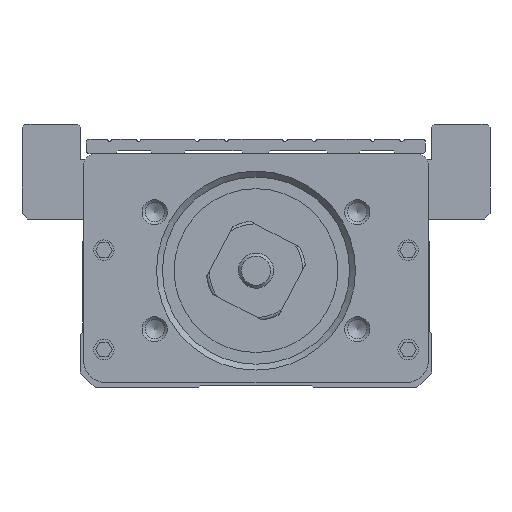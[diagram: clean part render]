
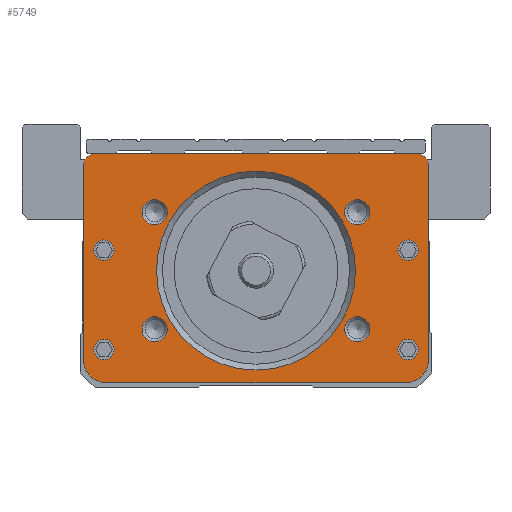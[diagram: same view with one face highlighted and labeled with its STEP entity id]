
A CAD part, front view. The second image highlights one B-rep face of the part: STEP entity #5749.
In plain terms, the highlighted face is planar.
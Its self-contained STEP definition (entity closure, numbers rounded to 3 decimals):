
#1853=LINE('',#29552,#3840);
#1899=LINE('',#29680,#3886);
#1901=LINE('',#29684,#3888);
#1921=LINE('',#29734,#3908);
#3840=VECTOR('',#23371,1.);
#3886=VECTOR('',#23465,1.);
#3888=VECTOR('',#23469,1.);
#3908=VECTOR('',#23515,1.);
#5749=ADVANCED_FACE('',(#7713,#7714,#7715,#7716,#7717,#7718,#7719,#7720,
#7721,#7722),#6927,.F.);
#6927=PLANE('',#21215);
#7713=FACE_BOUND('',#8410,.T.);
#7714=FACE_BOUND('',#8411,.T.);
#7715=FACE_BOUND('',#8412,.T.);
#7716=FACE_BOUND('',#8413,.T.);
#7717=FACE_BOUND('',#8414,.T.);
#7718=FACE_BOUND('',#8415,.T.);
#7719=FACE_BOUND('',#8416,.T.);
#7720=FACE_BOUND('',#8417,.T.);
#7721=FACE_BOUND('',#8418,.T.);
#7722=FACE_BOUND('',#8419,.T.);
#8410=EDGE_LOOP('',(#10355));
#8411=EDGE_LOOP('',(#10356));
#8412=EDGE_LOOP('',(#10357));
#8413=EDGE_LOOP('',(#10358));
#8414=EDGE_LOOP('',(#10359));
#8415=EDGE_LOOP('',(#10360));
#8416=EDGE_LOOP('',(#10361));
#8417=EDGE_LOOP('',(#10362));
#8418=EDGE_LOOP('',(#10363));
#8419=EDGE_LOOP('',(#10364,#10365,#10366,#10367,#10368,#10369,#10370,#10371));
#10355=ORIENTED_EDGE('',*,*,#17840,.T.);
#10356=ORIENTED_EDGE('',*,*,#17841,.T.);
#10357=ORIENTED_EDGE('',*,*,#17842,.T.);
#10358=ORIENTED_EDGE('',*,*,#17843,.T.);
#10359=ORIENTED_EDGE('',*,*,#17844,.T.);
#10360=ORIENTED_EDGE('',*,*,#17845,.T.);
#10361=ORIENTED_EDGE('',*,*,#17846,.T.);
#10362=ORIENTED_EDGE('',*,*,#17847,.T.);
#10363=ORIENTED_EDGE('',*,*,#17848,.T.);
#10364=ORIENTED_EDGE('',*,*,#17823,.F.);
#10365=ORIENTED_EDGE('',*,*,#17777,.F.);
#10366=ORIENTED_EDGE('',*,*,#17798,.F.);
#10367=ORIENTED_EDGE('',*,*,#17838,.F.);
#10368=ORIENTED_EDGE('',*,*,#17733,.F.);
#10369=ORIENTED_EDGE('',*,*,#17837,.F.);
#10370=ORIENTED_EDGE('',*,*,#17796,.F.);
#10371=ORIENTED_EDGE('',*,*,#17785,.F.);
#15735=VERTEX_POINT('',#29551);
#15736=VERTEX_POINT('',#29553);
#15776=VERTEX_POINT('',#29639);
#15777=VERTEX_POINT('',#29641);
#15784=VERTEX_POINT('',#29657);
#15785=VERTEX_POINT('',#29659);
#15790=VERTEX_POINT('',#29672);
#15794=VERTEX_POINT('',#29683);
#15819=VERTEX_POINT('',#29764);
#15820=VERTEX_POINT('',#29766);
#15821=VERTEX_POINT('',#29768);
#15822=VERTEX_POINT('',#29770);
#15823=VERTEX_POINT('',#29772);
#15824=VERTEX_POINT('',#29774);
#15825=VERTEX_POINT('',#29776);
#15826=VERTEX_POINT('',#29778);
#15827=VERTEX_POINT('',#29780);
#17733=EDGE_CURVE('',#15735,#15736,#1853,.T.);
#17777=EDGE_CURVE('',#15776,#15777,#20371,.T.);
#17785=EDGE_CURVE('',#15784,#15785,#20373,.T.);
#17796=EDGE_CURVE('',#15785,#15790,#1899,.T.);
#17798=EDGE_CURVE('',#15794,#15776,#1901,.T.);
#17823=EDGE_CURVE('',#15777,#15784,#1921,.T.);
#17837=EDGE_CURVE('',#15790,#15735,#20384,.T.);
#17838=EDGE_CURVE('',#15736,#15794,#20385,.T.);
#17840=EDGE_CURVE('',#15819,#15819,#20387,.T.);
#17841=EDGE_CURVE('',#15820,#15820,#20388,.T.);
#17842=EDGE_CURVE('',#15821,#15821,#20389,.T.);
#17843=EDGE_CURVE('',#15822,#15822,#20390,.T.);
#17844=EDGE_CURVE('',#15823,#15823,#20391,.T.);
#17845=EDGE_CURVE('',#15824,#15824,#20392,.T.);
#17846=EDGE_CURVE('',#15825,#15825,#20393,.T.);
#17847=EDGE_CURVE('',#15826,#15826,#20394,.T.);
#17848=EDGE_CURVE('',#15827,#15827,#20395,.T.);
#20371=CIRCLE('',#21172,4.);
#20373=CIRCLE('',#21176,4.);
#20384=CIRCLE('',#21200,2.);
#20385=CIRCLE('',#21202,2.);
#20387=CIRCLE('',#21206,2.15);
#20388=CIRCLE('',#21207,2.15);
#20389=CIRCLE('',#21208,2.15);
#20390=CIRCLE('',#21209,2.15);
#20391=CIRCLE('',#21210,17.);
#20392=CIRCLE('',#21211,1.75);
#20393=CIRCLE('',#21212,1.75);
#20394=CIRCLE('',#21213,1.75);
#20395=CIRCLE('',#21214,1.75);
#21172=AXIS2_PLACEMENT_3D('',#29640,#23435,#23436);
#21176=AXIS2_PLACEMENT_3D('',#29658,#23449,#23450);
#21200=AXIS2_PLACEMENT_3D('',#29757,#23538,#23539);
#21202=AXIS2_PLACEMENT_3D('',#29759,#23542,#23543);
#21206=AXIS2_PLACEMENT_3D('',#29763,#23550,#23551);
#21207=AXIS2_PLACEMENT_3D('',#29765,#23552,#23553);
#21208=AXIS2_PLACEMENT_3D('',#29767,#23554,#23555);
#21209=AXIS2_PLACEMENT_3D('',#29769,#23556,#23557);
#21210=AXIS2_PLACEMENT_3D('',#29771,#23558,#23559);
#21211=AXIS2_PLACEMENT_3D('',#29773,#23560,#23561);
#21212=AXIS2_PLACEMENT_3D('',#29775,#23562,#23563);
#21213=AXIS2_PLACEMENT_3D('',#29777,#23564,#23565);
#21214=AXIS2_PLACEMENT_3D('',#29779,#23566,#23567);
#21215=AXIS2_PLACEMENT_3D('',#29781,#23568,#23569);
#23371=DIRECTION('',(1.,0.,0.));
#23435=DIRECTION('',(0.,1.,0.));
#23436=DIRECTION('',(1.,0.,0.));
#23449=DIRECTION('',(0.,1.,0.));
#23450=DIRECTION('',(1.,0.,0.));
#23465=DIRECTION('',(0.,0.,1.));
#23469=DIRECTION('',(0.,0.,-1.));
#23515=DIRECTION('',(-1.,0.,0.));
#23538=DIRECTION('',(0.,1.,0.));
#23539=DIRECTION('',(0.,0.,1.));
#23542=DIRECTION('',(0.,1.,0.));
#23543=DIRECTION('',(0.,0.,1.));
#23550=DIRECTION('',(0.,1.,0.));
#23551=DIRECTION('',(0.,0.,1.));
#23552=DIRECTION('',(0.,1.,0.));
#23553=DIRECTION('',(0.,0.,1.));
#23554=DIRECTION('',(0.,1.,0.));
#23555=DIRECTION('',(0.,0.,1.));
#23556=DIRECTION('',(0.,1.,0.));
#23557=DIRECTION('',(0.,0.,1.));
#23558=DIRECTION('',(0.,1.,0.));
#23559=DIRECTION('',(0.,0.,1.));
#23560=DIRECTION('',(0.,1.,0.));
#23561=DIRECTION('',(0.,0.,1.));
#23562=DIRECTION('',(0.,1.,0.));
#23563=DIRECTION('',(0.,0.,1.));
#23564=DIRECTION('',(0.,1.,0.));
#23565=DIRECTION('',(0.,0.,1.));
#23566=DIRECTION('',(0.,1.,0.));
#23567=DIRECTION('',(0.,0.,1.));
#23568=DIRECTION('',(0.,1.,0.));
#23569=DIRECTION('',(0.,0.,-1.));
#29551=CARTESIAN_POINT('',(-27.5,-130.762,38.));
#29552=CARTESIAN_POINT('',(-25.5,-130.762,38.));
#29553=CARTESIAN_POINT('',(27.5,-130.762,38.));
#29639=CARTESIAN_POINT('',(29.5,-130.762,2.8));
#29640=CARTESIAN_POINT('',(25.5,-130.762,2.8));
#29641=CARTESIAN_POINT('',(25.5,-130.762,-1.2));
#29657=CARTESIAN_POINT('',(-25.5,-130.762,-1.2));
#29658=CARTESIAN_POINT('',(-25.5,-130.762,2.8));
#29659=CARTESIAN_POINT('',(-29.5,-130.762,2.8));
#29672=CARTESIAN_POINT('',(-29.5,-130.762,36.));
#29680=CARTESIAN_POINT('',(-29.5,-130.762,2.8));
#29683=CARTESIAN_POINT('',(29.5,-130.762,36.));
#29684=CARTESIAN_POINT('',(29.5,-130.762,39.));
#29734=CARTESIAN_POINT('',(25.5,-130.762,-1.2));
#29757=CARTESIAN_POINT('',(-27.5,-130.762,36.));
#29759=CARTESIAN_POINT('',(27.5,-130.762,36.));
#29763=CARTESIAN_POINT('',(-17.321,-130.762,28.));
#29764=CARTESIAN_POINT('',(-17.321,-130.762,30.15));
#29765=CARTESIAN_POINT('',(17.321,-130.762,8.));
#29766=CARTESIAN_POINT('',(17.321,-130.762,10.15));
#29767=CARTESIAN_POINT('',(17.321,-130.762,28.));
#29768=CARTESIAN_POINT('',(17.321,-130.762,30.15));
#29769=CARTESIAN_POINT('',(-17.321,-130.762,8.));
#29770=CARTESIAN_POINT('',(-17.321,-130.762,10.15));
#29771=CARTESIAN_POINT('',(0.,-130.762,18.));
#29772=CARTESIAN_POINT('',(0.,-130.762,35.));
#29773=CARTESIAN_POINT('',(-26.,-130.762,21.5));
#29774=CARTESIAN_POINT('',(-26.,-130.762,23.25));
#29775=CARTESIAN_POINT('',(-26.,-130.762,4.5));
#29776=CARTESIAN_POINT('',(-26.,-130.762,6.25));
#29777=CARTESIAN_POINT('',(26.,-130.762,4.5));
#29778=CARTESIAN_POINT('',(26.,-130.762,6.25));
#29779=CARTESIAN_POINT('',(26.,-130.762,21.5));
#29780=CARTESIAN_POINT('',(26.,-130.762,23.25));
#29781=CARTESIAN_POINT('',(-25.5,-130.762,2.8));
